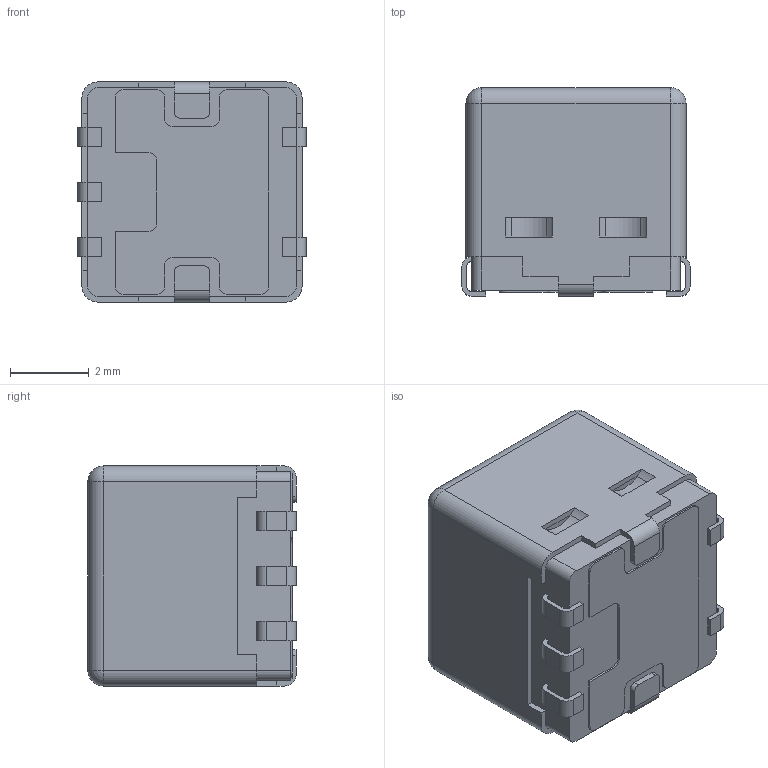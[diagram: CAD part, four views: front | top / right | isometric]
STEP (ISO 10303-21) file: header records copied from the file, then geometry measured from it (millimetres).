
FILE_DESCRIPTION (( 'STEP AP214' ), '1' );
FILE_NAME ('shielded variable inductor.STEP', '2020-07-25T07:16:51', ( '' ), ( '' ), 'SwSTEP 2.0', 'SolidWorks 2018', '' );
FILE_SCHEMA (( 'AUTOMOTIVE_DESIGN' ));
Length unit declared in the file: millimetre
Products named in the file (1): shielded variable inductor
Bounding box: 5.8 x 5.3 x 5.6 mm (x, y, z)
Volume: 151.2 mm3; surface area: 426.9 mm2
Topology: 3 solids, 3 shells, 250 faces, 658 edges, 414 vertices
Faces by surface type: plane 138, cylinder 98, sphere 8, bspline 4, torus 2
Entity records: 10480 total; most frequent: CARTESIAN_POINT 1487, ORIENTED_EDGE 1292, DIRECTION 1288, EDGE_CURVE 646, LINE 458, VECTOR 458, AXIS2_PLACEMENT_3D 415, VERTEX_POINT 414
